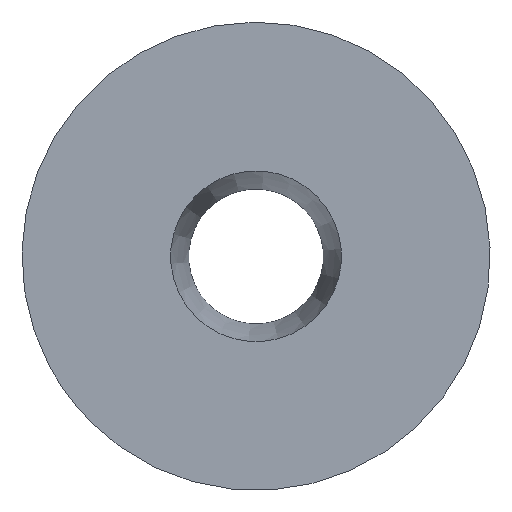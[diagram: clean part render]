
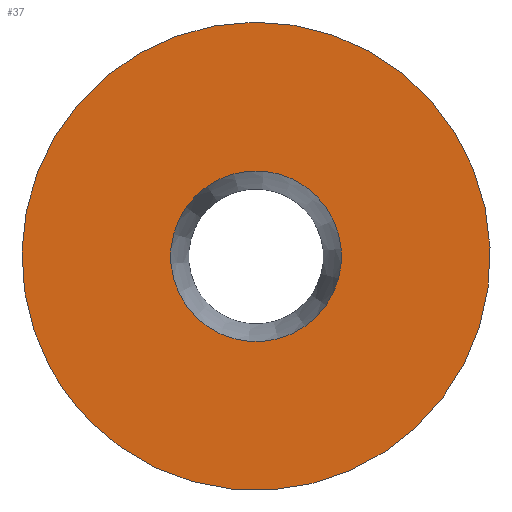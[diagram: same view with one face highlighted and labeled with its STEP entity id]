
A CAD part, top view. The second image highlights one B-rep face of the part: STEP entity #37.
In plain terms, the highlighted planar face has unit normal (0, 0, 1).
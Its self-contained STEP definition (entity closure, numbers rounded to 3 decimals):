
#37=ADVANCED_FACE('',(#45,#46),#42,.F.);
#42=PLANE('',#124);
#45=FACE_BOUND('',#55,.T.);
#46=FACE_BOUND('',#56,.T.);
#55=EDGE_LOOP('',(#65));
#56=EDGE_LOOP('',(#66));
#65=ORIENTED_EDGE('',*,*,#80,.T.);
#66=ORIENTED_EDGE('',*,*,#81,.F.);
#75=VERTEX_POINT('',#169);
#76=VERTEX_POINT('',#171);
#80=EDGE_CURVE('',#75,#75,#93,.T.);
#81=EDGE_CURVE('',#76,#76,#94,.T.);
#93=CIRCLE('',#122,4.56);
#94=CIRCLE('',#123,12.5);
#122=AXIS2_PLACEMENT_3D('',#168,#143,#144);
#123=AXIS2_PLACEMENT_3D('',#170,#145,#146);
#124=AXIS2_PLACEMENT_3D('',#172,#147,#148);
#143=DIRECTION('',(0.0,0.0,-1.0));
#144=DIRECTION('',(0.707,0.707,0.0));
#145=DIRECTION('',(0.0,0.0,-1.0));
#146=DIRECTION('',(-0.882,-0.471,0.0));
#147=DIRECTION('',(0.0,0.0,-1.0));
#148=DIRECTION('',(0.707,0.707,0.0));
#168=CARTESIAN_POINT('',(12.5,12.5,0.0));
#169=CARTESIAN_POINT('',(15.724,15.724,0.0));
#170=CARTESIAN_POINT('',(12.5,12.5,0.));
#171=CARTESIAN_POINT('',(1.475,6.61,0.));
#172=CARTESIAN_POINT('',(12.5,12.5,0.));
